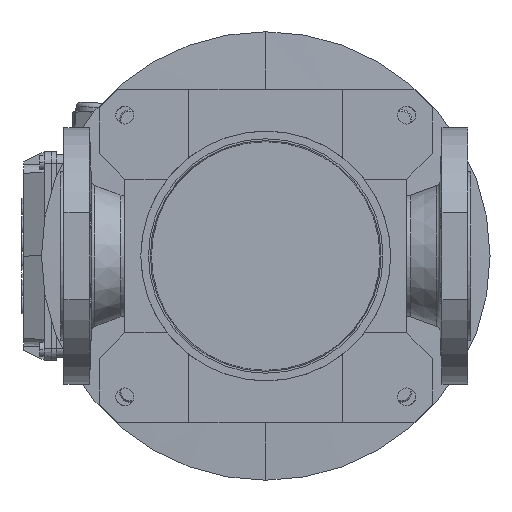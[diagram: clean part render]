
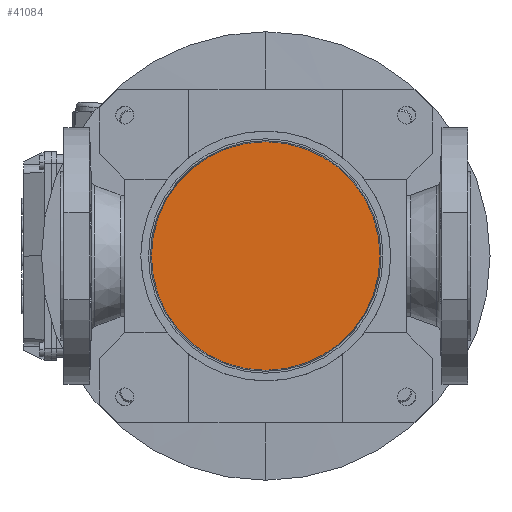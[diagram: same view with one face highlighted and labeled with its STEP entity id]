
A CAD part, front view. The second image highlights one B-rep face of the part: STEP entity #41084.
In plain terms, the highlighted planar face has unit normal (0, -1, 0).
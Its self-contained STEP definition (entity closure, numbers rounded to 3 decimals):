
#849 = CARTESIAN_POINT ( 'NONE',  ( 0., -46., 0. ) ) ;
#9050 = DIRECTION ( 'NONE',  ( 0., 0., 1. ) ) ;
#10299 = DIRECTION ( 'NONE',  ( 0., 1., 0. ) ) ;
#14322 = ORIENTED_EDGE ( 'NONE', *, *, #118006, .F. ) ;
#15599 = AXIS2_PLACEMENT_3D ( 'NONE', #849, #59906, #68275 ) ;
#20765 = PLANE ( 'NONE',  #15599 ) ;
#29150 = FACE_OUTER_BOUND ( 'NONE', #102102, .T. ) ;
#37641 = DIRECTION ( 'NONE',  ( 0., 1., 0. ) ) ;
#38353 = CARTESIAN_POINT ( 'NONE',  ( 0., -46., -89.214 ) ) ;
#40348 = ORIENTED_EDGE ( 'NONE', *, *, #118378, .F. ) ;
#41084 = ADVANCED_FACE ( 'NONE', ( #29150 ), #20765, .T. ) ;
#48553 = DIRECTION ( 'NONE',  ( 0., 0., 1. ) ) ;
#50755 = CARTESIAN_POINT ( 'NONE',  ( 0., -46., 89.214 ) ) ;
#59906 = DIRECTION ( 'NONE',  ( 0., -1., 0. ) ) ;
#68275 = DIRECTION ( 'NONE',  ( 0., 0., -1. ) ) ;
#68729 = CARTESIAN_POINT ( 'NONE',  ( 0., -46., 0. ) ) ;
#69195 = AXIS2_PLACEMENT_3D ( 'NONE', #78078, #37641, #48553 ) ;
#78078 = CARTESIAN_POINT ( 'NONE',  ( 0., -46., 0. ) ) ;
#79468 = AXIS2_PLACEMENT_3D ( 'NONE', #68729, #10299, #9050 ) ;
#82986 = VERTEX_POINT ( 'NONE', #38353 ) ;
#88297 = VERTEX_POINT ( 'NONE', #50755 ) ;
#95865 = CIRCLE ( 'NONE', #79468, 89.214 ) ;
#102102 = EDGE_LOOP ( 'NONE', ( #14322, #40348 ) ) ;
#114287 = CIRCLE ( 'NONE', #69195, 89.214 ) ;
#118006 = EDGE_CURVE ( 'NONE', #82986, #88297, #95865, .T. ) ;
#118378 = EDGE_CURVE ( 'NONE', #88297, #82986, #114287, .T. ) ;
